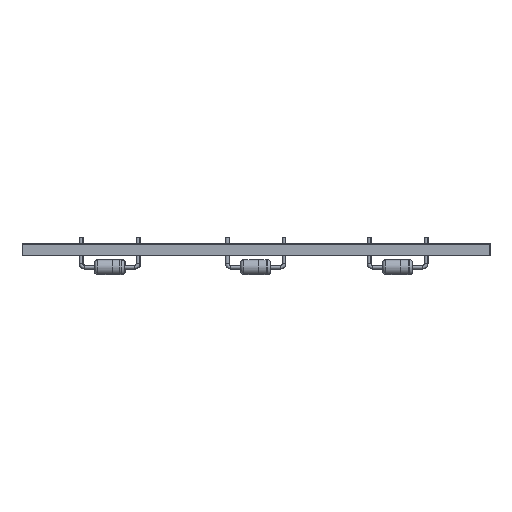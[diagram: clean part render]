
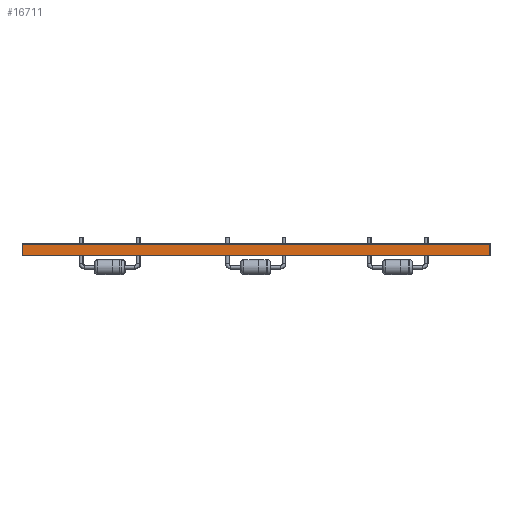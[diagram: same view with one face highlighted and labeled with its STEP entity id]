
A CAD part, left-side view. The second image highlights one B-rep face of the part: STEP entity #16711.
In plain terms, the highlighted planar face has unit normal (-1, 0, 0).
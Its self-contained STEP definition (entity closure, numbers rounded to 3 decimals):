
#741=FACE_OUTER_BOUND('',#1241,.T.);
#1241=EDGE_LOOP('',(#15486,#15487,#15488,#15489));
#3494=LINE('',#28712,#5573);
#3499=LINE('',#28722,#5578);
#3500=LINE('',#28724,#5579);
#3501=LINE('',#28725,#5580);
#5573=VECTOR('',#22275,1.);
#5578=VECTOR('',#22284,1.);
#5579=VECTOR('',#22285,1.);
#5580=VECTOR('',#22286,1.);
#9440=VERTEX_POINT('',#28709);
#9441=VERTEX_POINT('',#28711);
#9444=VERTEX_POINT('',#28721);
#9445=VERTEX_POINT('',#28723);
#12406=EDGE_CURVE('',#9441,#9440,#3494,.T.);
#12411=EDGE_CURVE('',#9440,#9444,#3499,.T.);
#12412=EDGE_CURVE('',#9445,#9444,#3500,.T.);
#12413=EDGE_CURVE('',#9441,#9445,#3501,.T.);
#15486=ORIENTED_EDGE('',*,*,#12406,.T.);
#15487=ORIENTED_EDGE('',*,*,#12411,.T.);
#15488=ORIENTED_EDGE('',*,*,#12412,.F.);
#15489=ORIENTED_EDGE('',*,*,#12413,.F.);
#16262=PLANE('',#18107);
#16711=ADVANCED_FACE('',(#741),#16262,.T.);
#18107=AXIS2_PLACEMENT_3D('',#28720,#22282,#22283);
#22275=DIRECTION('',(0.,0.,1.));
#22282=DIRECTION('center_axis',(-1.,0.,0.));
#22283=DIRECTION('ref_axis',(0.,1.,0.));
#22284=DIRECTION('',(0.,1.,0.));
#22285=DIRECTION('',(0.,0.,1.));
#22286=DIRECTION('',(0.,1.,0.));
#28709=CARTESIAN_POINT('',(45.16,-84.13,1.51));
#28711=CARTESIAN_POINT('',(45.16,-84.13,0.));
#28712=CARTESIAN_POINT('',(45.16,-84.13,0.));
#28720=CARTESIAN_POINT('Origin',(45.16,-84.13,0.));
#28721=CARTESIAN_POINT('',(45.16,-21.53,1.51));
#28722=CARTESIAN_POINT('',(45.16,-84.13,1.51));
#28723=CARTESIAN_POINT('',(45.16,-21.53,0.));
#28724=CARTESIAN_POINT('',(45.16,-21.53,0.));
#28725=CARTESIAN_POINT('',(45.16,-84.13,0.));
